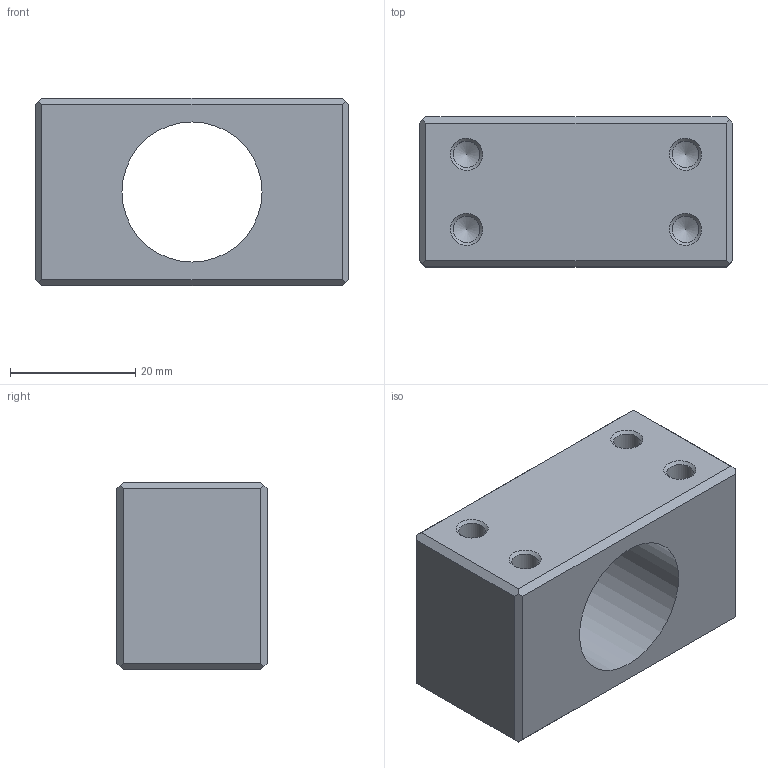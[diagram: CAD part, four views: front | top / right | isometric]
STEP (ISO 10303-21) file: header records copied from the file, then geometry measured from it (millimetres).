
FILE_DESCRIPTION(/* description */ (''),/* implementation_level */ '2;1');
FILE_NAME(/* name */ 'Ballscrew Nut Block Single Carriage.step',/* time_stamp */ '2024-04-15T14:47:01-07:00',/* author */ (''),/* organization */ (''),/* preprocessor_version */ 'ST-DEVELOPER v20',/* originating_system */ 'Autodesk Translation Framework v12.20.1.177',/* authorisation */ '');
FILE_SCHEMA (('AUTOMOTIVE_DESIGN { 1 0 10303 214 3 1 1 }'));
Length unit declared in the file: millimetre
Products named in the file (1): Ballscrew Nut Block
Bounding box: 50 x 24 x 30 mm (x, y, z)
Volume: 24964.2 mm3; surface area: 8812.5 mm2
Topology: 1 solids, 1 shells, 50 faces, 135 edges, 83 vertices
Faces by surface type: cone 21, plane 18, cylinder 11
Full cylindrical faces by diameter (mm): 3.242 x6, 4.234 x4, 22.4 x1
Entity records: 1531 total; most frequent: CARTESIAN_POINT 267, DIRECTION 260, ORIENTED_EDGE 250, EDGE_CURVE 125, AXIS2_PLACEMENT_3D 88, LINE 84, VECTOR 84, VERTEX_POINT 83
